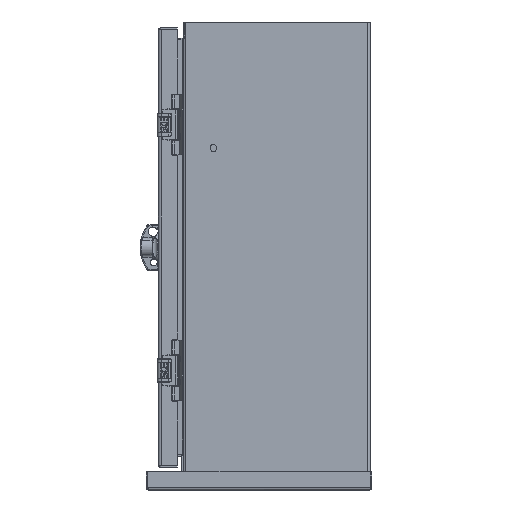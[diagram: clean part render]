
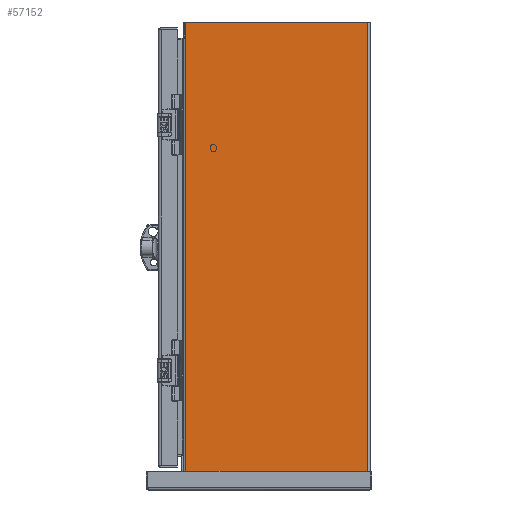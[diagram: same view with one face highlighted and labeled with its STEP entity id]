
A CAD part, left-side view. The second image highlights one B-rep face of the part: STEP entity #57152.
In plain terms, the highlighted planar face has unit normal (-1, 0, 0).
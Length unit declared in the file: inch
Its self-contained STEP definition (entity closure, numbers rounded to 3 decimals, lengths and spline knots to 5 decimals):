
#1809 = VECTOR ( 'NONE', #33689, 39.37008 ) ;
#2027 = EDGE_CURVE ( 'NONE', #66266, #25009, #17068, .T. ) ;
#3531 = CARTESIAN_POINT ( 'NONE',  ( -8., 7.9052, -19.952 ) ) ;
#5361 = CARTESIAN_POINT ( 'NONE',  ( -8., 7.9052, 0. ) ) ;
#8586 = CARTESIAN_POINT ( 'NONE',  ( -8., 0.118, 0. ) ) ;
#10012 = ORIENTED_EDGE ( 'NONE', *, *, #50896, .T. ) ;
#11232 = DIRECTION ( 'NONE',  ( 0., 1., 0. ) ) ;
#17068 = LINE ( 'NONE', #23038, #42502 ) ;
#19396 = VECTOR ( 'NONE', #64868, 39.37008 ) ;
#22926 = AXIS2_PLACEMENT_3D ( 'NONE', #5361, #65545, #77470 ) ;
#23038 = CARTESIAN_POINT ( 'NONE',  ( -8., 7.9052, 0. ) ) ;
#24770 = LINE ( 'NONE', #60993, #64605 ) ;
#25009 = VERTEX_POINT ( 'NONE', #66598 ) ;
#27075 = LINE ( 'NONE', #3531, #19396 ) ;
#27790 = ORIENTED_EDGE ( 'NONE', *, *, #63449, .F. ) ;
#33689 = DIRECTION ( 'NONE',  ( 0., 0., -1. ) ) ;
#40434 = CARTESIAN_POINT ( 'NONE',  ( -8., 0.118, 0. ) ) ;
#42041 = EDGE_LOOP ( 'NONE', ( #27790, #10012, #52918, #74690 ) ) ;
#42502 = VECTOR ( 'NONE', #76807, 39.37008 ) ;
#49333 = CARTESIAN_POINT ( 'NONE',  ( -8., 7.9052, 0. ) ) ;
#50896 = EDGE_CURVE ( 'NONE', #62071, #66266, #24770, .T. ) ;
#52918 = ORIENTED_EDGE ( 'NONE', *, *, #2027, .T. ) ;
#53180 = PLANE ( 'NONE',  #22926 ) ;
#54697 = VERTEX_POINT ( 'NONE', #75884 ) ;
#57152 = ADVANCED_FACE ( 'NONE', ( #59173 ), #53180, .T. ) ;
#59173 = FACE_OUTER_BOUND ( 'NONE', #42041, .T. ) ;
#60301 = EDGE_CURVE ( 'NONE', #25009, #54697, #27075, .T. ) ;
#60993 = CARTESIAN_POINT ( 'NONE',  ( -8., 7.9052, 0. ) ) ;
#62071 = VERTEX_POINT ( 'NONE', #8586 ) ;
#63449 = EDGE_CURVE ( 'NONE', #62071, #54697, #69529, .T. ) ;
#64605 = VECTOR ( 'NONE', #11232, 39.37008 ) ;
#64868 = DIRECTION ( 'NONE',  ( 0., -1., 0. ) ) ;
#65545 = DIRECTION ( 'NONE',  ( -1., 0., 0. ) ) ;
#66266 = VERTEX_POINT ( 'NONE', #49333 ) ;
#66598 = CARTESIAN_POINT ( 'NONE',  ( -8., 7.9052, -19.952 ) ) ;
#69529 = LINE ( 'NONE', #40434, #1809 ) ;
#74690 = ORIENTED_EDGE ( 'NONE', *, *, #60301, .T. ) ;
#75884 = CARTESIAN_POINT ( 'NONE',  ( -8., 0.118, -19.952 ) ) ;
#76807 = DIRECTION ( 'NONE',  ( 0., 0., -1. ) ) ;
#77470 = DIRECTION ( 'NONE',  ( 0., 0., 1. ) ) ;
